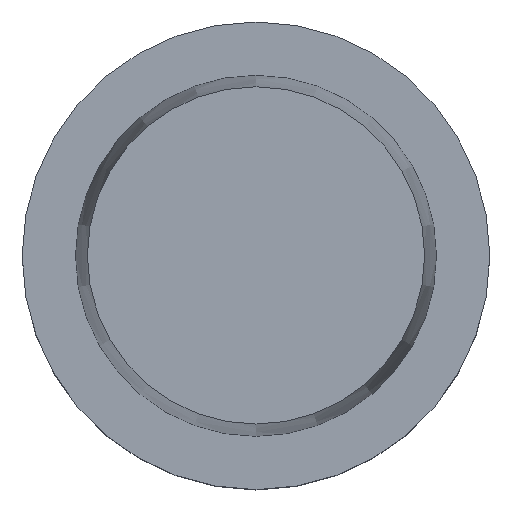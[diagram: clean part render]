
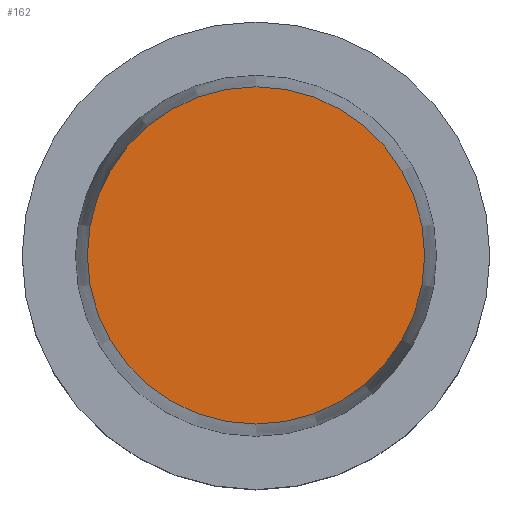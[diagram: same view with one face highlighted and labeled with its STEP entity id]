
A CAD part, top view. The second image highlights one B-rep face of the part: STEP entity #162.
In plain terms, the highlighted planar face has unit normal (0, 0, 1).
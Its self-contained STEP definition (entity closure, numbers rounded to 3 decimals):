
#100=EDGE_CURVE('Unnamed[1]',#243,#243,#244,.T.);
#162=ADVANCED_FACE('Unnamed[1]',(#341),#342,.T.);
#243=VERTEX_POINT('',#441);
#244=CIRCLE('',#442,22.715);
#341=FACE_OUTER_BOUND('',#563,.T.);
#342=PLANE('',#564);
#441=CARTESIAN_POINT('',(0.,22.715,32.0));
#442=AXIS2_PLACEMENT_3D('',#657,#658,#659);
#563=EDGE_LOOP('',(#768));
#564=AXIS2_PLACEMENT_3D('',#769,#770,#771);
#657=CARTESIAN_POINT('',(0.,0.,32.0));
#658=DIRECTION('',(0.,0.,1.0));
#659=DIRECTION('',(0.,1.0,0.));
#768=ORIENTED_EDGE('',*,*,#100,.T.);
#769=CARTESIAN_POINT('',(0.,11.358,32.0));
#770=DIRECTION('',(0.,0.,1.0));
#771=DIRECTION('',(0.,1.0,0.));
